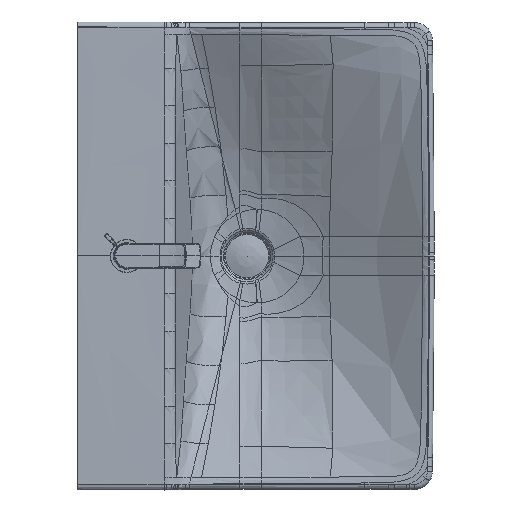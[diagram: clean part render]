
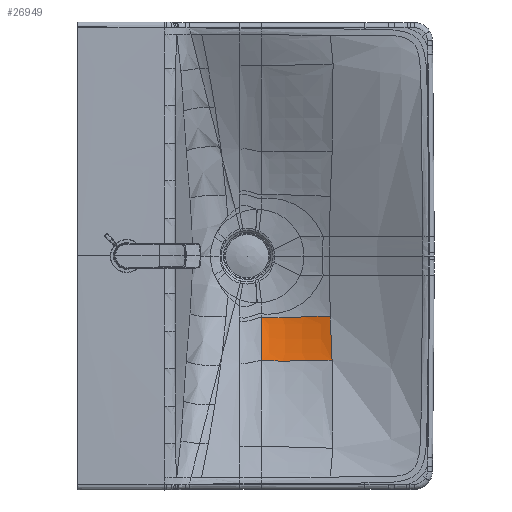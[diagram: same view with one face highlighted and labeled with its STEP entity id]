
A CAD part, top view. The second image highlights one B-rep face of the part: STEP entity #26949.
In plain terms, the highlighted free-form (B-spline) face has degree [6, 8] with [7, 9] control points.
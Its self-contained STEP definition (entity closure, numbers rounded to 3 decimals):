
#12213=CARTESIAN_POINT('',(255.073,-85.115,-117.178));
#12214=VERTEX_POINT('',#12213);
#26791=CARTESIAN_POINT('',(255.073,-145.104,-96.636));
#26792=VERTEX_POINT('',#26791);
#26822=CARTESIAN_POINT('',(352.995,-144.566,-74.644));
#26823=VERTEX_POINT('',#26822);
#26836=CARTESIAN_POINT('',(255.073,-145.104,-96.636));
#26837=CARTESIAN_POINT('',(265.32,-145.628,-95.85));
#26838=CARTESIAN_POINT('',(276.029,-145.912,-94.624));
#26839=CARTESIAN_POINT('',(287.236,-145.895,-92.854));
#26840=CARTESIAN_POINT('',(299.001,-145.657,-90.467));
#26841=CARTESIAN_POINT('',(311.406,-145.344,-87.428));
#26842=CARTESIAN_POINT('',(324.533,-145.093,-83.74));
#26843=CARTESIAN_POINT('',(338.423,-144.917,-79.452));
#26844=CARTESIAN_POINT('',(352.995,-144.566,-74.644));
#26845=B_SPLINE_CURVE_WITH_KNOTS('',8,(#26836,#26837,#26838,#26839,#26840,#26841,#26842,#26843,#26844),.UNSPECIFIED.,.F.,.U.,(9,9),(20.328,117.35),.UNSPECIFIED.);
#26846=EDGE_CURVE('',#26792,#26823,#26845,.T.);
#26851=CARTESIAN_POINT('',(255.054,-145.103,-96.638));
#26852=CARTESIAN_POINT('',(254.989,-133.913,-101.253));
#26853=CARTESIAN_POINT('',(254.951,-123.295,-105.328));
#26854=CARTESIAN_POINT('',(254.943,-113.176,-108.914));
#26855=CARTESIAN_POINT('',(254.958,-103.484,-112.058));
#26856=CARTESIAN_POINT('',(254.984,-94.149,-114.802));
#26857=CARTESIAN_POINT('',(255.008,-85.112,-117.182));
#26858=CARTESIAN_POINT('',(265.302,-145.627,-95.852));
#26859=CARTESIAN_POINT('',(265.223,-134.499,-100.457));
#26860=CARTESIAN_POINT('',(265.176,-123.904,-104.538));
#26861=CARTESIAN_POINT('',(265.165,-113.772,-108.141));
#26862=CARTESIAN_POINT('',(265.185,-104.034,-111.307));
#26863=CARTESIAN_POINT('',(265.222,-94.628,-114.074));
#26864=CARTESIAN_POINT('',(265.257,-85.497,-116.477));
#26865=CARTESIAN_POINT('',(276.013,-145.912,-94.627));
#26866=CARTESIAN_POINT('',(275.907,-134.94,-99.141));
#26867=CARTESIAN_POINT('',(275.836,-124.415,-103.174));
#26868=CARTESIAN_POINT('',(275.806,-114.278,-106.757));
#26869=CARTESIAN_POINT('',(275.813,-104.469,-109.922));
#26870=CARTESIAN_POINT('',(275.845,-94.936,-112.7));
#26871=CARTESIAN_POINT('',(275.884,-85.632,-115.118));
#26872=CARTESIAN_POINT('',(287.222,-145.896,-92.856));
#26873=CARTESIAN_POINT('',(287.076,-135.196,-97.175));
#26874=CARTESIAN_POINT('',(286.963,-124.801,-101.087));
#26875=CARTESIAN_POINT('',(286.895,-114.668,-104.601));
#26876=CARTESIAN_POINT('',(286.866,-104.756,-107.733));
#26877=CARTESIAN_POINT('',(286.875,-95.027,-110.498));
#26878=CARTESIAN_POINT('',(286.904,-85.452,-112.916));
#26879=CARTESIAN_POINT('',(298.99,-145.657,-90.47));
#26880=CARTESIAN_POINT('',(298.792,-135.272,-94.518));
#26881=CARTESIAN_POINT('',(298.623,-125.025,-98.246));
#26882=CARTESIAN_POINT('',(298.495,-114.895,-101.643));
#26883=CARTESIAN_POINT('',(298.406,-104.862,-104.7));
#26884=CARTESIAN_POINT('',(298.365,-94.906,-107.42));
#26885=CARTESIAN_POINT('',(298.362,-85.018,-109.806));
#26886=CARTESIAN_POINT('',(311.397,-145.344,-87.43));
#26887=CARTESIAN_POINT('',(311.141,-135.207,-91.185));
#26888=CARTESIAN_POINT('',(310.904,-125.07,-94.696));
#26889=CARTESIAN_POINT('',(310.693,-114.926,-97.93));
#26890=CARTESIAN_POINT('',(310.528,-104.773,-100.868));
#26891=CARTESIAN_POINT('',(310.406,-94.616,-103.494));
#26892=CARTESIAN_POINT('',(310.336,-84.461,-105.8));
#26893=CARTESIAN_POINT('',(324.527,-145.093,-83.742));
#26894=CARTESIAN_POINT('',(324.201,-135.049,-87.231));
#26895=CARTESIAN_POINT('',(323.885,-124.935,-90.513));
#26896=CARTESIAN_POINT('',(323.591,-114.758,-93.553));
#26897=CARTESIAN_POINT('',(323.33,-104.526,-96.324));
#26898=CARTESIAN_POINT('',(323.121,-94.253,-98.801));
#26899=CARTESIAN_POINT('',(322.965,-83.953,-100.969));
#26900=CARTESIAN_POINT('',(338.419,-144.918,-79.453));
#26901=CARTESIAN_POINT('',(338.021,-134.812,-82.708));
#26902=CARTESIAN_POINT('',(337.623,-124.641,-85.762));
#26903=CARTESIAN_POINT('',(337.244,-114.415,-88.585));
#26904=CARTESIAN_POINT('',(336.895,-104.146,-91.151));
#26905=CARTESIAN_POINT('',(336.593,-93.849,-93.436));
#26906=CARTESIAN_POINT('',(336.344,-83.536,-95.423));
#26907=CARTESIAN_POINT('',(352.995,-144.566,-74.644));
#26908=CARTESIAN_POINT('',(352.539,-134.418,-77.638));
#26909=CARTESIAN_POINT('',(352.078,-124.212,-80.44));
#26910=CARTESIAN_POINT('',(351.628,-113.959,-83.023));
#26911=CARTESIAN_POINT('',(351.207,-103.674,-85.365));
#26912=CARTESIAN_POINT('',(350.829,-93.372,-87.445));
#26913=CARTESIAN_POINT('',(350.504,-83.067,-89.251));
#26914=B_SPLINE_SURFACE_WITH_KNOTS('',6,8,((#26851,#26858,#26865,#26872,#26879,#26886,#26893,#26900,#26907),(#26852,#26859,#26866,#26873,#26880,#26887,#26894,#26901,#26908),(#26853,#26860,#26867,#26874,#26881,#26888,#26895,#26902,#26909),(#26854,#26861,#26868,#26875,#26882,#26889,#26896,#26903,#26910),(#26855,#26862,#26869,#26876,#26883,#26890,#26897,#26904,#26911),(#26856,#26863,#26870,#26877,#26884,#26891,#26898,#26905,#26912),(#26857,#26864,#26871,#26878,#26885,#26892,#26899,#26906,#26913)),.UNSPECIFIED.,.F.,.F.,.U.,(7,7),(9,9),(17.596,81.153),(20.306,117.352),.UNSPECIFIED.);
#26915=CARTESIAN_POINT('',(255.073,-85.115,-117.178));
#26916=CARTESIAN_POINT('',(255.073,-100.158,-113.212));
#26917=CARTESIAN_POINT('',(255.064,-115.681,-108.123));
#26918=CARTESIAN_POINT('',(255.07,-131.763,-101.949));
#26919=CARTESIAN_POINT('',(255.072,-136.171,-100.257));
#26920=CARTESIAN_POINT('',(255.073,-140.62,-98.484));
#26921=CARTESIAN_POINT('',(255.073,-145.104,-96.636));
#26922=B_SPLINE_CURVE_WITH_KNOTS('',3,(#26915,#26916,#26917,#26918,#26919,#26920,#26921),.UNSPECIFIED.,.F.,.U.,(4,3,4),(0.0,70.539,89.877),.UNSPECIFIED.);
#26923=EDGE_CURVE('',#12214,#26792,#26922,.T.);
#26924=ORIENTED_EDGE('',*,*,#26923,.T.);
#26925=ORIENTED_EDGE('',*,*,#26846,.T.);
#26926=CARTESIAN_POINT('',(350.504,-83.067,-89.251));
#26927=VERTEX_POINT('',#26926);
#26928=CARTESIAN_POINT('',(352.995,-144.566,-74.644));
#26929=CARTESIAN_POINT('',(352.084,-124.27,-80.631));
#26930=CARTESIAN_POINT('',(351.153,-103.677,-85.639));
#26931=CARTESIAN_POINT('',(350.504,-83.067,-89.251));
#26932=B_SPLINE_CURVE_WITH_KNOTS('',3,(#26928,#26929,#26930,#26931),.UNSPECIFIED.,.F.,.U.,(4,4),(17.596,81.153),.UNSPECIFIED.);
#26933=EDGE_CURVE('',#26823,#26927,#26932,.T.);
#26934=ORIENTED_EDGE('',*,*,#26933,.T.);
#26935=CARTESIAN_POINT('',(255.073,-85.115,-117.178));
#26936=CARTESIAN_POINT('',(265.317,-85.498,-116.47));
#26937=CARTESIAN_POINT('',(275.937,-85.631,-115.107));
#26938=CARTESIAN_POINT('',(286.95,-85.45,-112.904));
#26939=CARTESIAN_POINT('',(298.4,-85.016,-109.793));
#26940=CARTESIAN_POINT('',(310.367,-84.459,-105.789));
#26941=CARTESIAN_POINT('',(322.987,-83.952,-100.961));
#26942=CARTESIAN_POINT('',(336.355,-83.536,-95.418));
#26943=CARTESIAN_POINT('',(350.504,-83.067,-89.251));
#26944=B_SPLINE_CURVE_WITH_KNOTS('',8,(#26935,#26936,#26937,#26938,#26939,#26940,#26941,#26942,#26943),.UNSPECIFIED.,.F.,.U.,(9,9),(20.383,117.352),.UNSPECIFIED.);
#26945=EDGE_CURVE('',#26927,#12214,#26944,.F.);
#26946=ORIENTED_EDGE('',*,*,#26945,.T.);
#26947=EDGE_LOOP('',(#26924,#26925,#26934,#26946));
#26948=FACE_OUTER_BOUND('',#26947,.T.);
#26949=ADVANCED_FACE('',(#26948),#26914,.F.);
